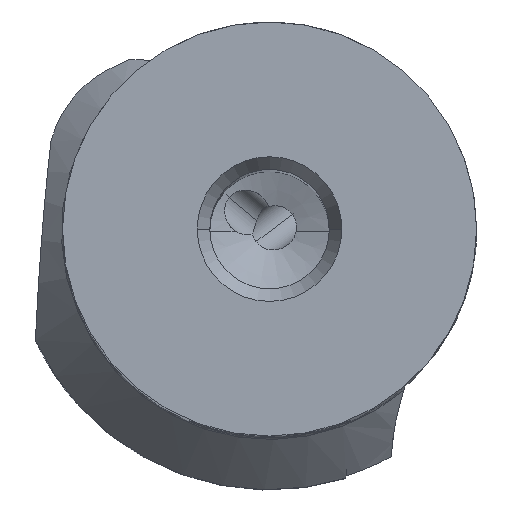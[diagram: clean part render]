
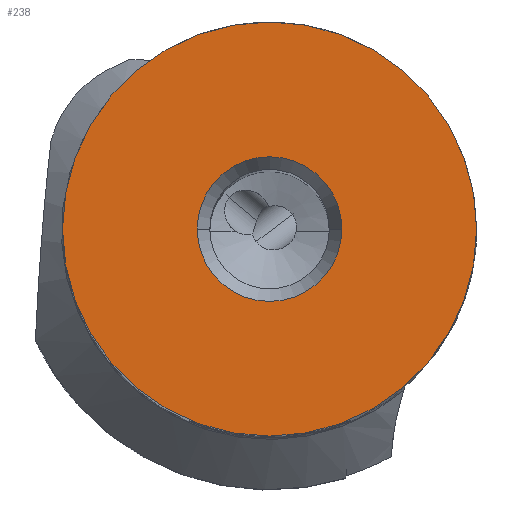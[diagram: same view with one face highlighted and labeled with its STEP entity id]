
A CAD part, top view. The second image highlights one B-rep face of the part: STEP entity #238.
In plain terms, the highlighted planar face has unit normal (0, 0, 1).
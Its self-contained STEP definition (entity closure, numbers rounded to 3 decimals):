
#80=PLANE('',#2127);
#238=ADVANCED_FACE('',(#374,#375),#80,.T.);
#374=FACE_BOUND('',#427,.T.);
#375=FACE_BOUND('',#428,.T.);
#427=EDGE_LOOP('',(#1144,#1145));
#428=EDGE_LOOP('',(#1146,#1147));
#806=CIRCLE('',#2114,19.05);
#809=CIRCLE('',#2121,19.05);
#810=CIRCLE('',#2125,6.655);
#811=CIRCLE('',#2126,6.655);
#1144=ORIENTED_EDGE('',*,*,#1817,.F.);
#1145=ORIENTED_EDGE('',*,*,#1825,.F.);
#1146=ORIENTED_EDGE('',*,*,#1830,.F.);
#1147=ORIENTED_EDGE('',*,*,#1831,.F.);
#1588=VERTEX_POINT('',#3840);
#1589=VERTEX_POINT('',#3842);
#1599=VERTEX_POINT('',#3868);
#1600=VERTEX_POINT('',#3869);
#1817=EDGE_CURVE('',#1588,#1589,#806,.T.);
#1825=EDGE_CURVE('',#1589,#1588,#809,.T.);
#1830=EDGE_CURVE('',#1599,#1600,#810,.T.);
#1831=EDGE_CURVE('',#1600,#1599,#811,.T.);
#2114=AXIS2_PLACEMENT_3D('',#3841,#2488,#2489);
#2121=AXIS2_PLACEMENT_3D('',#3857,#2505,#2506);
#2125=AXIS2_PLACEMENT_3D('',#3867,#2515,#2516);
#2126=AXIS2_PLACEMENT_3D('',#3870,#2517,#2518);
#2127=AXIS2_PLACEMENT_3D('',#3871,#2519,#2520);
#2488=DIRECTION('',(0.,0.,-1.));
#2489=DIRECTION('',(1.,0.,0.));
#2505=DIRECTION('',(0.,0.,-1.));
#2506=DIRECTION('',(-1.,0.,0.));
#2515=DIRECTION('',(0.,0.,1.));
#2516=DIRECTION('',(1.,0.,0.));
#2517=DIRECTION('',(0.,0.,1.));
#2518=DIRECTION('',(-1.,0.,0.));
#2519=DIRECTION('',(0.,0.,1.));
#2520=DIRECTION('',(-1.,0.,0.));
#3840=CARTESIAN_POINT('',(19.05,0.,0.));
#3841=CARTESIAN_POINT('',(0.,0.,0.));
#3842=CARTESIAN_POINT('',(-19.05,0.,0.));
#3857=CARTESIAN_POINT('',(0.,0.,0.));
#3867=CARTESIAN_POINT('',(0.,0.,0.));
#3868=CARTESIAN_POINT('',(6.655,0.,0.));
#3869=CARTESIAN_POINT('',(-6.655,0.,0.));
#3870=CARTESIAN_POINT('',(0.,0.,0.));
#3871=CARTESIAN_POINT('',(0.,0.,0.));
